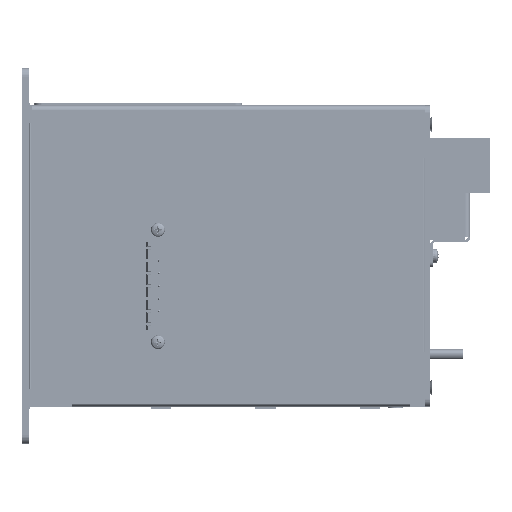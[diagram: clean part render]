
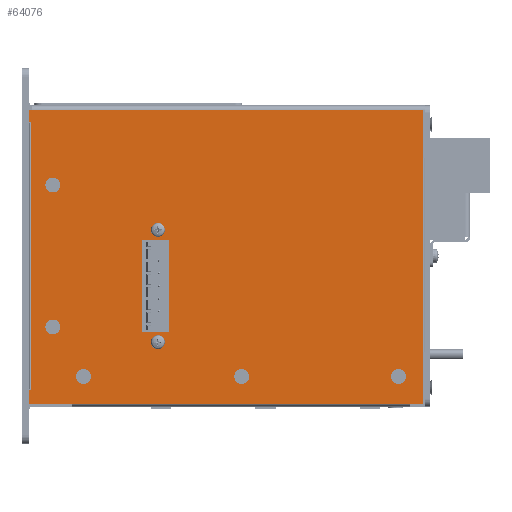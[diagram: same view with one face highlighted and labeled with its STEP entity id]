
A CAD part, left-side view. The second image highlights one B-rep face of the part: STEP entity #64076.
In plain terms, the highlighted planar face has unit normal (-1, 0, 0).
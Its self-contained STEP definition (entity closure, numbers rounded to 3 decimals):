
#3400=FACE_BOUND('',#9619,.T.);
#3401=FACE_BOUND('',#9620,.T.);
#3402=FACE_BOUND('',#9621,.T.);
#3403=FACE_BOUND('',#9622,.T.);
#3404=FACE_BOUND('',#9623,.T.);
#3405=FACE_BOUND('',#9624,.T.);
#3406=FACE_BOUND('',#9625,.T.);
#3407=FACE_BOUND('',#9626,.T.);
#4087=CIRCLE('',#68360,2.55);
#4088=CIRCLE('',#68361,2.55);
#4089=CIRCLE('',#68362,2.55);
#4090=CIRCLE('',#68363,1.75);
#4091=CIRCLE('',#68364,1.75);
#4092=CIRCLE('',#68365,2.55);
#4093=CIRCLE('',#68366,2.55);
#6010=FACE_OUTER_BOUND('',#9618,.T.);
#9618=EDGE_LOOP('',(#42936,#42937,#42938,#42939,#42940,#42941,#42942,#42943,
#42944));
#9619=EDGE_LOOP('',(#42945));
#9620=EDGE_LOOP('',(#42946));
#9621=EDGE_LOOP('',(#42947));
#9622=EDGE_LOOP('',(#42948));
#9623=EDGE_LOOP('',(#42949));
#9624=EDGE_LOOP('',(#42950,#42951,#42952,#42953));
#9625=EDGE_LOOP('',(#42954));
#9626=EDGE_LOOP('',(#42955));
#13913=LINE('',#92823,#20898);
#13922=LINE('',#92841,#20907);
#13925=LINE('',#92847,#20910);
#13927=LINE('',#92851,#20912);
#13928=LINE('',#92853,#20913);
#13929=LINE('',#92855,#20914);
#13930=LINE('',#92857,#20915);
#13931=LINE('',#92859,#20916);
#13932=LINE('',#92860,#20917);
#13933=LINE('',#92873,#20918);
#13934=LINE('',#92875,#20919);
#13935=LINE('',#92877,#20920);
#13936=LINE('',#92878,#20921);
#20898=VECTOR('',#74189,10.);
#20907=VECTOR('',#74204,10.);
#20910=VECTOR('',#74209,10.);
#20912=VECTOR('',#74213,1.44);
#20913=VECTOR('',#74214,10.);
#20914=VECTOR('',#74215,10.);
#20915=VECTOR('',#74216,10.);
#20916=VECTOR('',#74217,10.);
#20917=VECTOR('',#74218,1.44);
#20918=VECTOR('',#74229,10.);
#20919=VECTOR('',#74230,10.);
#20920=VECTOR('',#74231,10.);
#20921=VECTOR('',#74232,10.);
#27883=VERTEX_POINT('',#92820);
#27884=VERTEX_POINT('',#92822);
#27890=VERTEX_POINT('',#92840);
#27892=VERTEX_POINT('',#92846);
#27893=VERTEX_POINT('',#92850);
#27894=VERTEX_POINT('',#92852);
#27895=VERTEX_POINT('',#92854);
#27896=VERTEX_POINT('',#92856);
#27897=VERTEX_POINT('',#92858);
#27898=VERTEX_POINT('',#92861);
#27899=VERTEX_POINT('',#92863);
#27900=VERTEX_POINT('',#92865);
#27901=VERTEX_POINT('',#92867);
#27902=VERTEX_POINT('',#92869);
#27903=VERTEX_POINT('',#92871);
#27904=VERTEX_POINT('',#92872);
#27905=VERTEX_POINT('',#92874);
#27906=VERTEX_POINT('',#92876);
#27907=VERTEX_POINT('',#92879);
#27908=VERTEX_POINT('',#92881);
#33748=EDGE_CURVE('',#27884,#27883,#13913,.T.);
#33757=EDGE_CURVE('',#27890,#27884,#13922,.T.);
#33760=EDGE_CURVE('',#27892,#27890,#13925,.T.);
#33762=EDGE_CURVE('',#27893,#27883,#13927,.T.);
#33763=EDGE_CURVE('',#27894,#27893,#13928,.T.);
#33764=EDGE_CURVE('',#27895,#27894,#13929,.T.);
#33765=EDGE_CURVE('',#27895,#27896,#13930,.T.);
#33766=EDGE_CURVE('',#27896,#27897,#13931,.T.);
#33767=EDGE_CURVE('',#27892,#27897,#13932,.T.);
#33768=EDGE_CURVE('',#27898,#27898,#4087,.T.);
#33769=EDGE_CURVE('',#27899,#27899,#4088,.T.);
#33770=EDGE_CURVE('',#27900,#27900,#4089,.T.);
#33771=EDGE_CURVE('',#27901,#27901,#4090,.T.);
#33772=EDGE_CURVE('',#27902,#27902,#4091,.T.);
#33773=EDGE_CURVE('',#27903,#27904,#13933,.T.);
#33774=EDGE_CURVE('',#27904,#27905,#13934,.T.);
#33775=EDGE_CURVE('',#27905,#27906,#13935,.T.);
#33776=EDGE_CURVE('',#27906,#27903,#13936,.T.);
#33777=EDGE_CURVE('',#27907,#27907,#4092,.T.);
#33778=EDGE_CURVE('',#27908,#27908,#4093,.T.);
#42936=ORIENTED_EDGE('',*,*,#33760,.T.);
#42937=ORIENTED_EDGE('',*,*,#33757,.T.);
#42938=ORIENTED_EDGE('',*,*,#33748,.T.);
#42939=ORIENTED_EDGE('',*,*,#33762,.F.);
#42940=ORIENTED_EDGE('',*,*,#33763,.F.);
#42941=ORIENTED_EDGE('',*,*,#33764,.F.);
#42942=ORIENTED_EDGE('',*,*,#33765,.T.);
#42943=ORIENTED_EDGE('',*,*,#33766,.T.);
#42944=ORIENTED_EDGE('',*,*,#33767,.F.);
#42945=ORIENTED_EDGE('',*,*,#33768,.F.);
#42946=ORIENTED_EDGE('',*,*,#33769,.F.);
#42947=ORIENTED_EDGE('',*,*,#33770,.F.);
#42948=ORIENTED_EDGE('',*,*,#33771,.T.);
#42949=ORIENTED_EDGE('',*,*,#33772,.T.);
#42950=ORIENTED_EDGE('',*,*,#33773,.T.);
#42951=ORIENTED_EDGE('',*,*,#33774,.T.);
#42952=ORIENTED_EDGE('',*,*,#33775,.T.);
#42953=ORIENTED_EDGE('',*,*,#33776,.T.);
#42954=ORIENTED_EDGE('',*,*,#33777,.F.);
#42955=ORIENTED_EDGE('',*,*,#33778,.F.);
#61258=PLANE('',#68359);
#64076=ADVANCED_FACE('',(#6010,#3400,#3401,#3402,#3403,#3404,#3405,#3406,
#3407),#61258,.T.);
#68359=AXIS2_PLACEMENT_3D('',#92849,#74211,#74212);
#68360=AXIS2_PLACEMENT_3D('',#92862,#74219,#74220);
#68361=AXIS2_PLACEMENT_3D('',#92864,#74221,#74222);
#68362=AXIS2_PLACEMENT_3D('',#92866,#74223,#74224);
#68363=AXIS2_PLACEMENT_3D('',#92868,#74225,#74226);
#68364=AXIS2_PLACEMENT_3D('',#92870,#74227,#74228);
#68365=AXIS2_PLACEMENT_3D('',#92880,#74233,#74234);
#68366=AXIS2_PLACEMENT_3D('',#92882,#74235,#74236);
#74189=DIRECTION('',(0.,1.,0.));
#74204=DIRECTION('',(0.,0.,-1.));
#74209=DIRECTION('',(0.,-1.,0.));
#74211=DIRECTION('center_axis',(-1.,0.,0.));
#74212=DIRECTION('ref_axis',(0.,0.,
1.));
#74213=DIRECTION('',(0.,0.,1.));
#74214=DIRECTION('',(0.,1.,0.));
#74215=DIRECTION('',(0.,0.,-1.));
#74216=DIRECTION('',(0.,1.,0.));
#74217=DIRECTION('',(0.,1.,0.));
#74218=DIRECTION('',(0.,0.,1.));
#74219=DIRECTION('center_axis',(-1.,0.,0.));
#74220=DIRECTION('ref_axis',(0.,0.,
-1.));
#74221=DIRECTION('center_axis',(-1.,0.,0.));
#74222=DIRECTION('ref_axis',(0.,0.,
-1.));
#74223=DIRECTION('center_axis',(-1.,0.,0.));
#74224=DIRECTION('ref_axis',(0.,0.,
-1.));
#74225=DIRECTION('center_axis',(1.,0.,0.));
#74226=DIRECTION('ref_axis',(0.,0.,-1.));
#74227=DIRECTION('center_axis',(1.,0.,0.));
#74228=DIRECTION('ref_axis',(0.,0.,-1.));
#74229=DIRECTION('',(0.,0.,-1.));
#74230=DIRECTION('',(0.,1.,0.));
#74231=DIRECTION('',(0.,0.,1.));
#74232=DIRECTION('',(0.,-1.,0.));
#74233=DIRECTION('center_axis',(-1.,0.,0.));
#74234=DIRECTION('ref_axis',(0.,0.,
-1.));
#74235=DIRECTION('center_axis',(-1.,0.,0.));
#74236=DIRECTION('ref_axis',(0.,0.,
-1.));
#92820=CARTESIAN_POINT('',(0.,160.,-113.5));
#92822=CARTESIAN_POINT('',(0.,158.5,-113.5));
#92823=CARTESIAN_POINT('',(0.,119.5,-113.5));
#92840=CARTESIAN_POINT('',(0.,158.5,-5.5));
#92841=CARTESIAN_POINT('',(0.,158.5,-32.185));
#92846=CARTESIAN_POINT('',(0.,160.,-5.5));
#92847=CARTESIAN_POINT('',(0.,120.25,-5.5));
#92849=CARTESIAN_POINT('Origin',(0.,80.5,
-58.869));
#92850=CARTESIAN_POINT('',(0.,160.,-119.));
#92851=CARTESIAN_POINT('',(0.,160.,3.524));
#92852=CARTESIAN_POINT('',(0.,1.,-119.));
#92853=CARTESIAN_POINT('',(0.,1.,-119.));
#92854=CARTESIAN_POINT('',(0.,1.,-1.));
#92855=CARTESIAN_POINT('',(0.,1.,-1.));
#92856=CARTESIAN_POINT('',(0.,158.,-1.));
#92857=CARTESIAN_POINT('',(0.,80.5,-1.));
#92858=CARTESIAN_POINT('',(0.,160.,-1.));
#92859=CARTESIAN_POINT('',(0.,80.5,-1.));
#92860=CARTESIAN_POINT('',(0.,160.,3.524));
#92861=CARTESIAN_POINT('',(0.,149.6,-28.45));
#92862=CARTESIAN_POINT('Origin',(0.,149.6,-31.));
#92863=CARTESIAN_POINT('',(0.,10.709,-105.375));
#92864=CARTESIAN_POINT('Origin',(0.,10.709,
-107.925));
#92865=CARTESIAN_POINT('',(0.,137.291,-105.375));
#92866=CARTESIAN_POINT('Origin',(0.,137.291,
-107.925));
#92867=CARTESIAN_POINT('',(0.,107.426,-92.385));
#92868=CARTESIAN_POINT('Origin',(0.,107.426,
-94.135));
#92869=CARTESIAN_POINT('',(0.,107.4,-47.285));
#92870=CARTESIAN_POINT('Origin',(0.,107.4,
-49.035));
#92871=CARTESIAN_POINT('',(0.,103.1,-53.135));
#92872=CARTESIAN_POINT('',(0.,103.1,-90.035));
#92873=CARTESIAN_POINT('',(0.,103.1,-56.502));
#92874=CARTESIAN_POINT('',(0.,113.6,-90.035));
#92875=CARTESIAN_POINT('',(0.,91.8,-90.035));
#92876=CARTESIAN_POINT('',(0.,113.6,-53.135));
#92877=CARTESIAN_POINT('',(0.,113.6,-74.952));
#92878=CARTESIAN_POINT('',(0.,97.05,-53.135));
#92879=CARTESIAN_POINT('',(0.,73.75,-105.375));
#92880=CARTESIAN_POINT('Origin',(0.,73.75,
-107.925));
#92881=CARTESIAN_POINT('',(0.,149.6,-85.45));
#92882=CARTESIAN_POINT('Origin',(0.,149.6,-88.));
